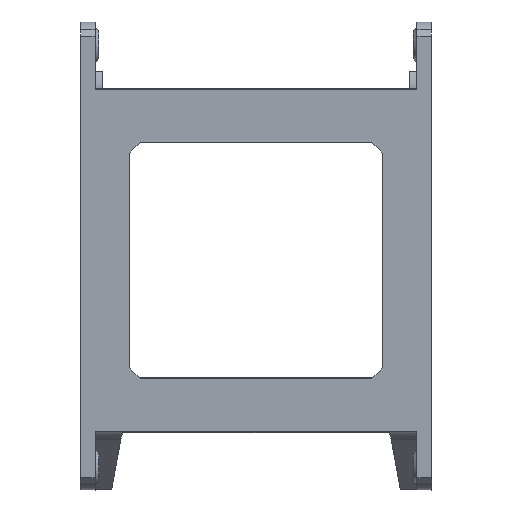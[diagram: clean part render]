
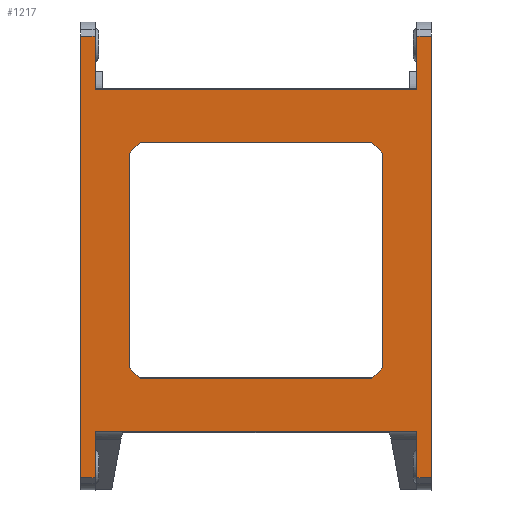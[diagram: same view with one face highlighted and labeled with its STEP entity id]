
A CAD part, left-side view. The second image highlights one B-rep face of the part: STEP entity #1217.
In plain terms, the highlighted planar face has unit normal (-0.999, 0, -0.044).
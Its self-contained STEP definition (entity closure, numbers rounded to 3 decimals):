
#57=PLANE('',#1323);
#95=LINE('',#1821,#190);
#113=LINE('',#1879,#208);
#117=LINE('',#1896,#212);
#119=LINE('',#1904,#214);
#120=LINE('',#1907,#215);
#121=LINE('',#1909,#216);
#122=LINE('',#1911,#217);
#123=LINE('',#1913,#218);
#124=LINE('',#1915,#219);
#125=LINE('',#1917,#220);
#126=LINE('',#1919,#221);
#127=LINE('',#1920,#222);
#128=LINE('',#1922,#223);
#129=LINE('',#1924,#224);
#130=LINE('',#1926,#225);
#131=LINE('',#1927,#226);
#132=LINE('',#1929,#227);
#133=LINE('',#1931,#228);
#134=LINE('',#1933,#229);
#135=LINE('',#1935,#230);
#190=VECTOR('',#1450,1000.);
#208=VECTOR('',#1498,1000.);
#212=VECTOR('',#1516,1000.);
#214=VECTOR('',#1524,1000.);
#215=VECTOR('',#1525,1000.);
#216=VECTOR('',#1526,1000.);
#217=VECTOR('',#1527,1000.);
#218=VECTOR('',#1528,1000.);
#219=VECTOR('',#1529,1000.);
#220=VECTOR('',#1530,1000.);
#221=VECTOR('',#1531,1000.);
#222=VECTOR('',#1532,1000.);
#223=VECTOR('',#1533,1000.);
#224=VECTOR('',#1534,1000.);
#225=VECTOR('',#1535,1000.);
#226=VECTOR('',#1536,1000.);
#227=VECTOR('',#1537,1000.);
#228=VECTOR('',#1538,1000.);
#229=VECTOR('',#1539,1000.);
#230=VECTOR('',#1540,1000.);
#337=ORIENTED_EDGE('',*,*,#680,.F.);
#338=ORIENTED_EDGE('',*,*,#681,.T.);
#339=ORIENTED_EDGE('',*,*,#682,.F.);
#340=ORIENTED_EDGE('',*,*,#683,.T.);
#341=ORIENTED_EDGE('',*,*,#684,.F.);
#342=ORIENTED_EDGE('',*,*,#685,.T.);
#343=ORIENTED_EDGE('',*,*,#686,.T.);
#344=ORIENTED_EDGE('',*,*,#687,.T.);
#345=ORIENTED_EDGE('',*,*,#676,.F.);
#346=ORIENTED_EDGE('',*,*,#688,.T.);
#347=ORIENTED_EDGE('',*,*,#689,.F.);
#348=ORIENTED_EDGE('',*,*,#690,.F.);
#349=ORIENTED_EDGE('',*,*,#691,.F.);
#350=ORIENTED_EDGE('',*,*,#639,.F.);
#351=ORIENTED_EDGE('',*,*,#667,.F.);
#352=ORIENTED_EDGE('',*,*,#692,.T.);
#353=ORIENTED_EDGE('',*,*,#693,.F.);
#354=ORIENTED_EDGE('',*,*,#694,.F.);
#355=ORIENTED_EDGE('',*,*,#695,.F.);
#356=ORIENTED_EDGE('',*,*,#696,.T.);
#639=EDGE_CURVE('',#814,#815,#95,.T.);
#667=EDGE_CURVE('',#839,#814,#113,.T.);
#676=EDGE_CURVE('',#845,#846,#117,.T.);
#680=EDGE_CURVE('',#849,#850,#119,.T.);
#681=EDGE_CURVE('',#849,#851,#120,.F.);
#682=EDGE_CURVE('',#852,#851,#121,.T.);
#683=EDGE_CURVE('',#852,#853,#122,.F.);
#684=EDGE_CURVE('',#854,#853,#123,.T.);
#685=EDGE_CURVE('',#854,#855,#124,.F.);
#686=EDGE_CURVE('',#855,#856,#125,.T.);
#687=EDGE_CURVE('',#856,#850,#126,.F.);
#688=EDGE_CURVE('',#845,#857,#127,.T.);
#689=EDGE_CURVE('',#858,#857,#128,.T.);
#690=EDGE_CURVE('',#859,#858,#129,.T.);
#691=EDGE_CURVE('',#815,#859,#130,.T.);
#692=EDGE_CURVE('',#839,#860,#131,.T.);
#693=EDGE_CURVE('',#861,#860,#132,.T.);
#694=EDGE_CURVE('',#862,#861,#133,.T.);
#695=EDGE_CURVE('',#863,#862,#134,.T.);
#696=EDGE_CURVE('',#863,#846,#135,.T.);
#814=VERTEX_POINT('',#1820);
#815=VERTEX_POINT('',#1822);
#839=VERTEX_POINT('',#1878);
#845=VERTEX_POINT('',#1895);
#846=VERTEX_POINT('',#1897);
#849=VERTEX_POINT('',#1905);
#850=VERTEX_POINT('',#1906);
#851=VERTEX_POINT('',#1908);
#852=VERTEX_POINT('',#1910);
#853=VERTEX_POINT('',#1912);
#854=VERTEX_POINT('',#1914);
#855=VERTEX_POINT('',#1916);
#856=VERTEX_POINT('',#1918);
#857=VERTEX_POINT('',#1921);
#858=VERTEX_POINT('',#1923);
#859=VERTEX_POINT('',#1925);
#860=VERTEX_POINT('',#1928);
#861=VERTEX_POINT('',#1930);
#862=VERTEX_POINT('',#1932);
#863=VERTEX_POINT('',#1934);
#994=EDGE_LOOP('',(#337,#338,#339,#340,#341,#342,#343,#344));
#995=EDGE_LOOP('',(#345,#346,#347,#348,#349,#350,#351,#352,#353,#354,#355,
#356));
#1097=FACE_BOUND('',#994,.T.);
#1098=FACE_BOUND('',#995,.T.);
#1217=ADVANCED_FACE('',(#1097,#1098),#57,.T.);
#1323=AXIS2_PLACEMENT_3D('',#1903,#1522,#1523);
#1450=DIRECTION('',(0.,-1.,0.));
#1498=DIRECTION('',(0.044,0.,-0.999));
#1516=DIRECTION('',(-0.044,0.,0.999));
#1522=DIRECTION('',(-0.999,0.,-0.044));
#1523=DIRECTION('',(0.044,0.,-0.999));
#1524=DIRECTION('',(0.,1.,0.));
#1525=DIRECTION('',(-0.031,0.712,0.701));
#1526=DIRECTION('',(-0.044,0.,0.999));
#1527=DIRECTION('',(-0.031,-0.712,0.701));
#1528=DIRECTION('',(0.,-1.,0.));
#1529=DIRECTION('',(0.031,-0.712,-0.701));
#1530=DIRECTION('',(-0.044,0.,0.999));
#1531=DIRECTION('',(0.031,0.712,-0.701));
#1532=DIRECTION('',(0.,-1.,0.));
#1533=DIRECTION('',(0.044,0.,-0.999));
#1534=DIRECTION('',(0.,-1.,0.));
#1535=DIRECTION('',(-0.044,0.,0.999));
#1536=DIRECTION('',(0.,1.,0.));
#1537=DIRECTION('',(-0.044,0.,0.999));
#1538=DIRECTION('',(0.,1.,0.));
#1539=DIRECTION('',(0.044,0.,-0.999));
#1540=DIRECTION('',(0.,-1.,0.));
#1820=CARTESIAN_POINT('',(-11.188,240.,-78.364));
#1821=CARTESIAN_POINT('',(-11.188,150.501,-78.364));
#1822=CARTESIAN_POINT('',(-11.188,148.5,-78.364));
#1878=CARTESIAN_POINT('',(-11.851,240.,-63.186));
#1879=CARTESIAN_POINT('',(-6.209,240.,-192.388));
#1895=CARTESIAN_POINT('',(-6.376,148.5,-188.566));
#1896=CARTESIAN_POINT('',(-6.138,148.5,-194.023));
#1897=CARTESIAN_POINT('',(-6.952,148.5,-175.386));
#1903=CARTESIAN_POINT('',(-11.734,150.501,-65.875));
#1904=CARTESIAN_POINT('',(-10.534,150.501,-93.35));
#1905=CARTESIAN_POINT('',(-10.534,161.353,-93.35));
#1906=CARTESIAN_POINT('',(-10.534,227.147,-93.35));
#1907=CARTESIAN_POINT('',(-10.392,158.046,-96.603));
#1908=CARTESIAN_POINT('',(-10.403,158.307,-96.347));
#1909=CARTESIAN_POINT('',(-11.734,158.307,-65.875));
#1910=CARTESIAN_POINT('',(-7.737,158.307,-157.403));
#1911=CARTESIAN_POINT('',(-7.748,158.046,-157.146));
#1912=CARTESIAN_POINT('',(-7.606,161.353,-160.4));
#1913=CARTESIAN_POINT('',(-7.606,150.501,-160.4));
#1914=CARTESIAN_POINT('',(-7.606,227.147,-160.4));
#1915=CARTESIAN_POINT('',(-7.835,232.469,-155.163));
#1916=CARTESIAN_POINT('',(-7.737,230.193,-157.403));
#1917=CARTESIAN_POINT('',(-5.647,230.193,-205.27));
#1918=CARTESIAN_POINT('',(-10.403,230.193,-96.347));
#1919=CARTESIAN_POINT('',(-10.353,231.353,-97.488));
#1920=CARTESIAN_POINT('',(-6.376,150.501,-188.566));
#1921=CARTESIAN_POINT('',(-6.376,144.5,-188.566));
#1922=CARTESIAN_POINT('',(-6.254,144.5,-191.366));
#1923=CARTESIAN_POINT('',(-11.851,144.5,-63.186));
#1924=CARTESIAN_POINT('',(-11.851,184.1,-63.186));
#1925=CARTESIAN_POINT('',(-11.851,148.5,-63.186));
#1926=CARTESIAN_POINT('',(-6.138,148.5,-194.023));
#1927=CARTESIAN_POINT('',(-11.851,150.501,-63.186));
#1928=CARTESIAN_POINT('',(-11.851,244.,-63.186));
#1929=CARTESIAN_POINT('',(-6.254,244.,-191.366));
#1930=CARTESIAN_POINT('',(-6.376,244.,-188.566));
#1931=CARTESIAN_POINT('',(-6.376,204.4,-188.566));
#1932=CARTESIAN_POINT('',(-6.376,240.,-188.566));
#1933=CARTESIAN_POINT('',(-6.209,240.,-192.388));
#1934=CARTESIAN_POINT('',(-6.952,240.,-175.386));
#1935=CARTESIAN_POINT('',(-6.952,1054.35,-175.386));
